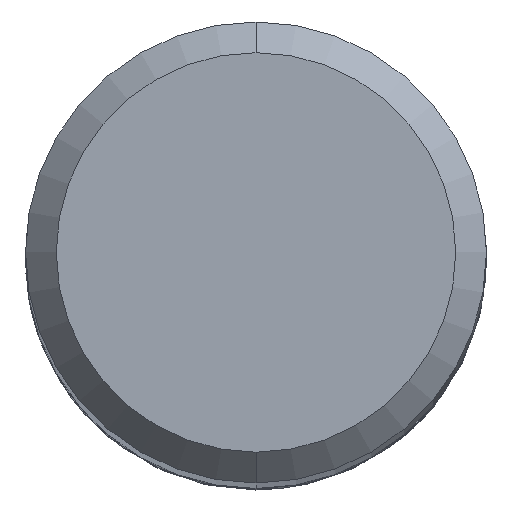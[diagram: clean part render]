
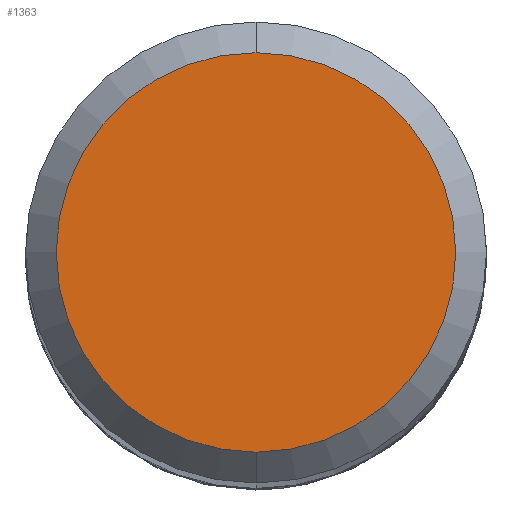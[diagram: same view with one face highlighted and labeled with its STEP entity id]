
A CAD part, top view. The second image highlights one B-rep face of the part: STEP entity #1363.
In plain terms, the highlighted planar face has unit normal (0, 0, 1).
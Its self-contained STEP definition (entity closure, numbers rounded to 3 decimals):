
#593=EDGE_CURVE('',#1063,#951,#1529,.T.);
#631=EDGE_CURVE('',#951,#1063,#1570,.T.);
#951=VERTEX_POINT('',#1918);
#1063=VERTEX_POINT('',#2041);
#1363=ADVANCED_FACE('',(#2367),#2368,.T.);
#1529=CIRCLE('',#3620,2.6);
#1570=CIRCLE('',#3753,2.6);
#1918=CARTESIAN_POINT('',(0.,-2.6,0.0));
#2041=CARTESIAN_POINT('',(0.0,2.6,0.0));
#2367=FACE_OUTER_BOUND('',#12001,.T.);
#2368=PLANE('',#12002);
#3620=AXIS2_PLACEMENT_3D('',#13122,#13123,#13124);
#3753=AXIS2_PLACEMENT_3D('',#13164,#13165,#13166);
#12001=EDGE_LOOP('',(#13942,#13943));
#12002=AXIS2_PLACEMENT_3D('',#13944,#13945,#13946);
#13122=CARTESIAN_POINT('',(0.0,0.0,0.0));
#13123=DIRECTION('',(0.0,0.0,-1.0));
#13124=DIRECTION('',(0.0,1.0,0.0));
#13164=CARTESIAN_POINT('',(0.0,0.0,0.0));
#13165=DIRECTION('',(0.0,0.0,-1.0));
#13166=DIRECTION('',(0.0,1.0,0.0));
#13942=ORIENTED_EDGE('',*,*,#593,.F.);
#13943=ORIENTED_EDGE('',*,*,#631,.F.);
#13944=CARTESIAN_POINT('',(0.0,1.3,0.0));
#13945=DIRECTION('',(-0.0,0.0,1.0));
#13946=DIRECTION('',(0.0,-1.0,0.0));
